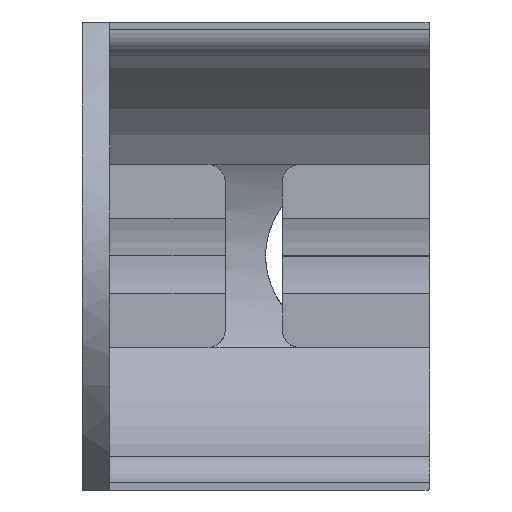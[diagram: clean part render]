
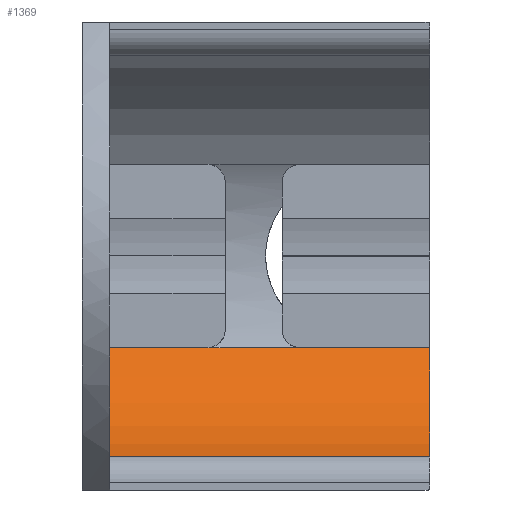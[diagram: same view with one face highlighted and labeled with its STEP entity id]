
A CAD part, left-side view. The second image highlights one B-rep face of the part: STEP entity #1369.
In plain terms, the highlighted cylindrical face has radius 23 mm (diameter 46 mm), a partial arc.
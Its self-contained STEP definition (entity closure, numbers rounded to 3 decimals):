
#23 = CARTESIAN_POINT ( 'NONE',  ( 0., 2.1, 0. ) ) ;
#50 = ORIENTED_EDGE ( 'NONE', *, *, #1163, .F. ) ;
#175 = CARTESIAN_POINT ( 'NONE',  ( 0., 37., 0. ) ) ;
#192 = CARTESIAN_POINT ( 'NONE',  ( 20.712, 37., -10. ) ) ;
#198 = CIRCLE ( 'NONE', #1578, 23. ) ;
#234 = DIRECTION ( 'NONE',  ( 0., -1., 0. ) ) ;
#393 = DIRECTION ( 'NONE',  ( 1., 0., 0. ) ) ;
#501 = DIRECTION ( 'NONE',  ( 0., -1., 0. ) ) ;
#539 = CARTESIAN_POINT ( 'NONE',  ( 7.106, 2.1, -21.875 ) ) ;
#575 = DIRECTION ( 'NONE',  ( 0., 1., 0. ) ) ;
#603 = CARTESIAN_POINT ( 'NONE',  ( 0., 37., 0. ) ) ;
#657 = VERTEX_POINT ( 'NONE', #192 ) ;
#697 = VERTEX_POINT ( 'NONE', #941 ) ;
#750 = DIRECTION ( 'NONE',  ( 1., 0., 0. ) ) ;
#914 = EDGE_CURVE ( 'NONE', #657, #921, #1682, .T. ) ;
#921 = VERTEX_POINT ( 'NONE', #1499 ) ;
#941 = CARTESIAN_POINT ( 'NONE',  ( 7.106, 37., -21.875 ) ) ;
#997 = EDGE_CURVE ( 'NONE', #697, #1364, #1322, .T. ) ;
#1039 = DIRECTION ( 'NONE',  ( 0., -1., 0. ) ) ;
#1163 = EDGE_CURVE ( 'NONE', #697, #657, #198, .T. ) ;
#1257 = CYLINDRICAL_SURFACE ( 'NONE', #1733, 23. ) ;
#1322 = LINE ( 'NONE', #1877, #1815 ) ;
#1364 = VERTEX_POINT ( 'NONE', #539 ) ;
#1369 = ADVANCED_FACE ( 'NONE', ( #2193 ), #1257, .F. ) ;
#1450 = ORIENTED_EDGE ( 'NONE', *, *, #997, .T. ) ;
#1494 = ORIENTED_EDGE ( 'NONE', *, *, #914, .F. ) ;
#1499 = CARTESIAN_POINT ( 'NONE',  ( 20.712, 2.1, -10. ) ) ;
#1578 = AXIS2_PLACEMENT_3D ( 'NONE', #603, #1726, #393 ) ;
#1682 = LINE ( 'NONE', #2159, #2044 ) ;
#1726 = DIRECTION ( 'NONE',  ( 0., -1., 0. ) ) ;
#1733 = AXIS2_PLACEMENT_3D ( 'NONE', #175, #501, #2026 ) ;
#1815 = VECTOR ( 'NONE', #234, 1000. ) ;
#1877 = CARTESIAN_POINT ( 'NONE',  ( 7.106, 37., -21.875 ) ) ;
#2026 = DIRECTION ( 'NONE',  ( 1., 0., 0. ) ) ;
#2044 = VECTOR ( 'NONE', #1039, 1000. ) ;
#2102 = ORIENTED_EDGE ( 'NONE', *, *, #2194, .F. ) ;
#2129 = AXIS2_PLACEMENT_3D ( 'NONE', #23, #575, #750 ) ;
#2159 = CARTESIAN_POINT ( 'NONE',  ( 20.712, 37., -10. ) ) ;
#2193 = FACE_OUTER_BOUND ( 'NONE', #2336, .T. ) ;
#2194 = EDGE_CURVE ( 'NONE', #921, #1364, #2282, .T. ) ;
#2282 = CIRCLE ( 'NONE', #2129, 23. ) ;
#2336 = EDGE_LOOP ( 'NONE', ( #2102, #1494, #50, #1450 ) ) ;
